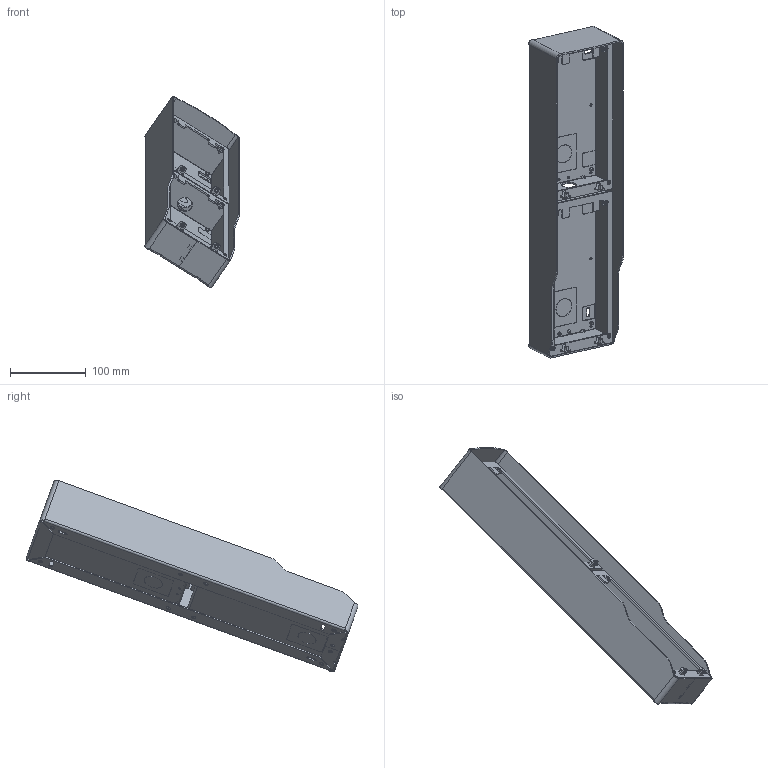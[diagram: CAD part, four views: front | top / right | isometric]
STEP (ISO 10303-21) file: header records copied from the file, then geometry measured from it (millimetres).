
FILE_DESCRIPTION(('CATIA V5 STEP Exchange'),'2;1');
FILE_NAME('VI-2VBOX4.stp','2024-04-11T06:19:11+00:00',('none'),('none'),'CATIA Version 5-6 Release 2016 SP6','CATIA V5 STEP AP203','none');
FILE_SCHEMA(('CONFIG_CONTROL_DESIGN'));
Length unit declared in the file: millimetre
Products named in the file (1): VI-2VBOX4
Assembly tree (2 placements, depth 2):
  VI-2VBOX4
    #57
    #34131
Bounding box: 125.16 x 438.6 x 252.59 mm (x, y, z)
Volume: 303837.3 mm3; surface area: 324741.9 mm2
Topology: 27 solids, 27 shells, 1222 faces, 3216 edges, 2111 vertices
Faces by surface type: plane 611, cylinder 503, cone 36, torus 36, sphere 36
Entity records: 34160 total; most frequent: ORIENTED_EDGE 6424, CARTESIAN_POINT 5966, DIRECTION 4494, EDGE_CURVE 3212, VERTEX_POINT 2094, VECTOR 2020, LINE 2020, AXIS2_PLACEMENT_3D 1835
